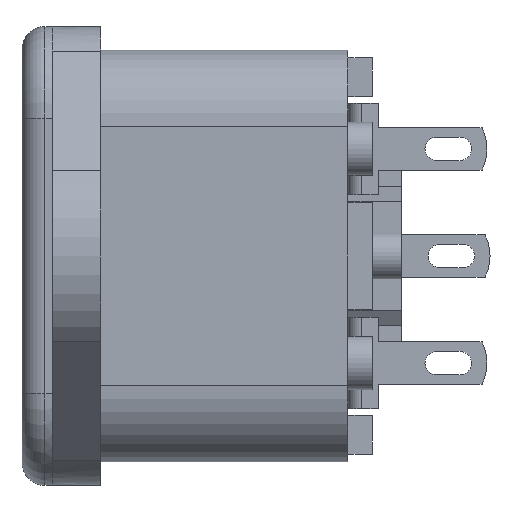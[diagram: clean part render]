
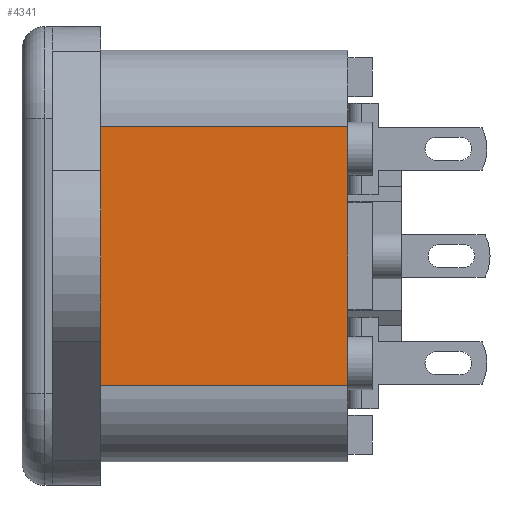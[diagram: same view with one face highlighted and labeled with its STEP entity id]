
A CAD part, left-side view. The second image highlights one B-rep face of the part: STEP entity #4341.
In plain terms, the highlighted planar face has unit normal (-1, 0, 0).
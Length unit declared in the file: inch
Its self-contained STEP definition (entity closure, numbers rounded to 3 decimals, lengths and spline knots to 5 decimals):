
#190 = DIRECTION ( 'NONE',  ( -1., 0., 0. ) ) ;
#656 = CARTESIAN_POINT ( 'NONE',  ( -0.38051, 0., -0.33307 ) ) ;
#784 = VERTEX_POINT ( 'NONE', #6284 ) ;
#940 = PLANE ( 'NONE',  #2829 ) ;
#987 = CARTESIAN_POINT ( 'NONE',  ( -0.38051, 0.63583, 0.33307 ) ) ;
#994 = VERTEX_POINT ( 'NONE', #4853 ) ;
#1052 = EDGE_CURVE ( 'NONE', #2327, #8698, #4642, .T. ) ;
#1110 = EDGE_CURVE ( 'NONE', #784, #2327, #8746, .T. ) ;
#1179 = ORIENTED_EDGE ( 'NONE', *, *, #1110, .T. ) ;
#1341 = CARTESIAN_POINT ( 'NONE',  ( -0.38051, 0., 0.33307 ) ) ;
#1684 = FACE_OUTER_BOUND ( 'NONE', #4561, .T. ) ;
#1777 = DIRECTION ( 'NONE',  ( 0., 0., -1. ) ) ;
#2327 = VERTEX_POINT ( 'NONE', #4230 ) ;
#2382 = VECTOR ( 'NONE', #1777, 39.37008 ) ;
#2502 = ORIENTED_EDGE ( 'NONE', *, *, #5845, .T. ) ;
#2829 = AXIS2_PLACEMENT_3D ( 'NONE', #4130, #190, #4927 ) ;
#3103 = DIRECTION ( 'NONE',  ( 0., 1., 0. ) ) ;
#3421 = CARTESIAN_POINT ( 'NONE',  ( -0.38051, 0.63583, 0.33307 ) ) ;
#3502 = VECTOR ( 'NONE', #10491, 39.37008 ) ;
#3895 = DIRECTION ( 'NONE',  ( 0., 0., 1. ) ) ;
#4130 = CARTESIAN_POINT ( 'NONE',  ( -0.38051, 0., -0.33307 ) ) ;
#4147 = LINE ( 'NONE', #5751, #3502 ) ;
#4230 = CARTESIAN_POINT ( 'NONE',  ( -0.38051, 0., 0.33307 ) ) ;
#4341 = ADVANCED_FACE ( 'NONE', ( #1684 ), #940, .T. ) ;
#4561 = EDGE_LOOP ( 'NONE', ( #9512, #1179, #6942, #2502 ) ) ;
#4642 = LINE ( 'NONE', #1341, #7049 ) ;
#4853 = CARTESIAN_POINT ( 'NONE',  ( -0.38051, 0.63583, -0.33307 ) ) ;
#4927 = DIRECTION ( 'NONE',  ( 0., 0., 1. ) ) ;
#5751 = CARTESIAN_POINT ( 'NONE',  ( -0.38051, 0., -0.33307 ) ) ;
#5845 = EDGE_CURVE ( 'NONE', #8698, #994, #7321, .T. ) ;
#6284 = CARTESIAN_POINT ( 'NONE',  ( -0.38051, 0., -0.33307 ) ) ;
#6942 = ORIENTED_EDGE ( 'NONE', *, *, #1052, .T. ) ;
#7049 = VECTOR ( 'NONE', #3103, 39.37008 ) ;
#7321 = LINE ( 'NONE', #987, #2382 ) ;
#8405 = VECTOR ( 'NONE', #3895, 39.37008 ) ;
#8698 = VERTEX_POINT ( 'NONE', #3421 ) ;
#8746 = LINE ( 'NONE', #656, #8405 ) ;
#9512 = ORIENTED_EDGE ( 'NONE', *, *, #10489, .F. ) ;
#10489 = EDGE_CURVE ( 'NONE', #784, #994, #4147, .T. ) ;
#10491 = DIRECTION ( 'NONE',  ( 0., 1., 0. ) ) ;
